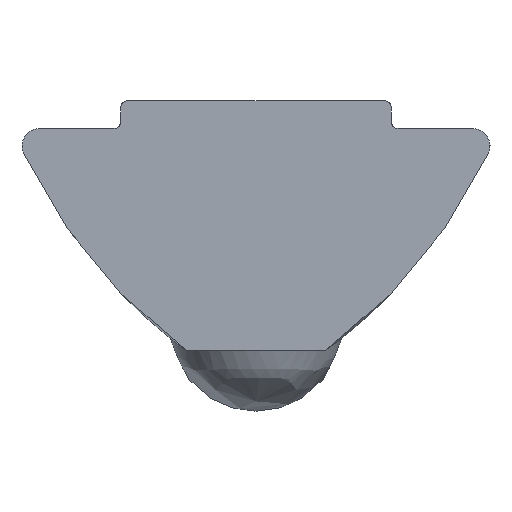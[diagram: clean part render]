
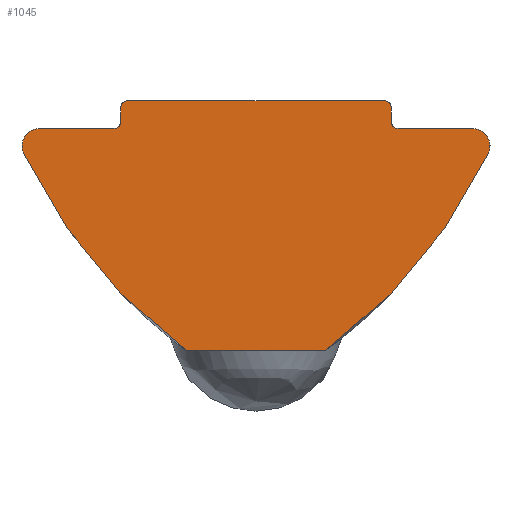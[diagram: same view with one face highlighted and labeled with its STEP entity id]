
A CAD part, left-side view. The second image highlights one B-rep face of the part: STEP entity #1045.
In plain terms, the highlighted planar face has unit normal (-1, 0, 0).
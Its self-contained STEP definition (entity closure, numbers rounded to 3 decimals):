
#1 = PLANE ( 'NONE',  #708 ) ;
#8 = LINE ( 'NONE', #646, #1207 ) ;
#13 = CARTESIAN_POINT ( 'NONE',  ( -7.5, 4.1, -0.8 ) ) ;
#22 = EDGE_CURVE ( 'NONE', #306, #1152, #63, .T. ) ;
#26 = AXIS2_PLACEMENT_3D ( 'NONE', #828, #271, #169 ) ;
#37 = ORIENTED_EDGE ( 'NONE', *, *, #465, .F. ) ;
#42 = ORIENTED_EDGE ( 'NONE', *, *, #881, .F. ) ;
#46 = DIRECTION ( 'NONE',  ( 0., 0., 1. ) ) ;
#63 = LINE ( 'NONE', #896, #589 ) ;
#68 = DIRECTION ( 'NONE',  ( 0., 0., 1. ) ) ;
#87 = AXIS2_PLACEMENT_3D ( 'NONE', #117, #484, #590 ) ;
#92 = LINE ( 'NONE', #1209, #429 ) ;
#107 = CARTESIAN_POINT ( 'NONE',  ( -7.5, -6.701, -1.522 ) ) ;
#108 = VERTEX_POINT ( 'NONE', #206 ) ;
#113 = DIRECTION ( 'NONE',  ( 1., 0., 0. ) ) ;
#117 = CARTESIAN_POINT ( 'NONE',  ( -7.5, -3.7, -0.2 ) ) ;
#118 = DIRECTION ( 'NONE',  ( 0., 0., 1. ) ) ;
#120 = CARTESIAN_POINT ( 'NONE',  ( -7.5, -6.85, 4.91 ) ) ;
#142 = ORIENTED_EDGE ( 'NONE', *, *, #650, .F. ) ;
#144 = EDGE_CURVE ( 'NONE', #146, #644, #290, .T. ) ;
#146 = VERTEX_POINT ( 'NONE', #878 ) ;
#160 = VERTEX_POINT ( 'NONE', #1061 ) ;
#169 = DIRECTION ( 'NONE',  ( 0., 0., 1. ) ) ;
#206 = CARTESIAN_POINT ( 'NONE',  ( -7.5, -2.001, -7.2 ) ) ;
#213 = ORIENTED_EDGE ( 'NONE', *, *, #482, .T. ) ;
#224 = EDGE_LOOP ( 'NONE', ( #213, #1171, #973, #345, #142, #692, #42, #37, #534, #366, #1075, #921, #564, #685 ) ) ;
#229 = DIRECTION ( 'NONE',  ( 1., 0., 0. ) ) ;
#235 = CIRCLE ( 'NONE', #26, 0.2 ) ;
#242 = EDGE_CURVE ( 'NONE', #820, #644, #837, .T. ) ;
#251 = CIRCLE ( 'NONE', #506, 15. ) ;
#256 = DIRECTION ( 'NONE',  ( 1., 0., 0. ) ) ;
#260 = DIRECTION ( 'NONE',  ( 0., 0., 1. ) ) ;
#271 = DIRECTION ( 'NONE',  ( 1., 0., 0. ) ) ;
#280 = DIRECTION ( 'NONE',  ( 0., 0., 1. ) ) ;
#286 = CARTESIAN_POINT ( 'NONE',  ( -7.5, 6.701, -1.522 ) ) ;
#290 = CIRCLE ( 'NONE', #87, 0.2 ) ;
#306 = VERTEX_POINT ( 'NONE', #463 ) ;
#324 = VERTEX_POINT ( 'NONE', #286 ) ;
#328 = AXIS2_PLACEMENT_3D ( 'NONE', #602, #229, #46 ) ;
#339 = EDGE_CURVE ( 'NONE', #108, #160, #699, .T. ) ;
#345 = ORIENTED_EDGE ( 'NONE', *, *, #739, .F. ) ;
#358 = CARTESIAN_POINT ( 'NONE',  ( -7.5, 3.7, -0.2 ) ) ;
#366 = ORIENTED_EDGE ( 'NONE', *, *, #1115, .T. ) ;
#395 = CARTESIAN_POINT ( 'NONE',  ( -7.5, 3.9, -0.6 ) ) ;
#398 = VERTEX_POINT ( 'NONE', #395 ) ;
#423 = DIRECTION ( 'NONE',  ( 0., -1., 0. ) ) ;
#429 = VECTOR ( 'NONE', #1029, 1000. ) ;
#462 = DIRECTION ( 'NONE',  ( 0., 0., -1. ) ) ;
#463 = CARTESIAN_POINT ( 'NONE',  ( -7.5, -4.1, -0.8 ) ) ;
#465 = EDGE_CURVE ( 'NONE', #1152, #833, #1160, .T. ) ;
#482 = EDGE_CURVE ( 'NONE', #1190, #398, #8, .T. ) ;
#484 = DIRECTION ( 'NONE',  ( 1., 0., 0. ) ) ;
#502 = EDGE_CURVE ( 'NONE', #1033, #146, #542, .T. ) ;
#506 = AXIS2_PLACEMENT_3D ( 'NONE', #120, #1027, #1002 ) ;
#516 = EDGE_CURVE ( 'NONE', #599, #1086, #92, .T. ) ;
#517 = CARTESIAN_POINT ( 'NONE',  ( -7.5, -6.245, -1.305 ) ) ;
#534 = ORIENTED_EDGE ( 'NONE', *, *, #22, .F. ) ;
#542 = LINE ( 'NONE', #556, #615 ) ;
#556 = CARTESIAN_POINT ( 'NONE',  ( -7.5, 3.7, 0. ) ) ;
#564 = ORIENTED_EDGE ( 'NONE', *, *, #502, .F. ) ;
#589 = VECTOR ( 'NONE', #423, 1000. ) ;
#590 = DIRECTION ( 'NONE',  ( 0., 0., 1. ) ) ;
#599 = VERTEX_POINT ( 'NONE', #1117 ) ;
#602 = CARTESIAN_POINT ( 'NONE',  ( -7.5, 6.85, 4.91 ) ) ;
#615 = VECTOR ( 'NONE', #1012, 1000. ) ;
#621 = DIRECTION ( 'NONE',  ( 1., 0., 0. ) ) ;
#635 = DIRECTION ( 'NONE',  ( 0., 0., 1. ) ) ;
#644 = VERTEX_POINT ( 'NONE', #972 ) ;
#645 = CARTESIAN_POINT ( 'NONE',  ( -7.5, 3.9, -0.2 ) ) ;
#646 = CARTESIAN_POINT ( 'NONE',  ( -7.5, 3.9, -0.6 ) ) ;
#648 = DIRECTION ( 'NONE',  ( 0., 0., -1. ) ) ;
#650 = EDGE_CURVE ( 'NONE', #160, #324, #251, .T. ) ;
#669 = CIRCLE ( 'NONE', #844, 0.2 ) ;
#685 = ORIENTED_EDGE ( 'NONE', *, *, #700, .F. ) ;
#692 = ORIENTED_EDGE ( 'NONE', *, *, #339, .F. ) ;
#699 = LINE ( 'NONE', #867, #928 ) ;
#700 = EDGE_CURVE ( 'NONE', #1190, #1033, #1178, .T. ) ;
#708 = AXIS2_PLACEMENT_3D ( 'NONE', #358, #1113, #648 ) ;
#730 = VECTOR ( 'NONE', #280, 1000. ) ;
#739 = EDGE_CURVE ( 'NONE', #324, #599, #801, .T. ) ;
#753 = CARTESIAN_POINT ( 'NONE',  ( -7.5, -3.9, -0.6 ) ) ;
#775 = EDGE_CURVE ( 'NONE', #398, #1086, #669, .T. ) ;
#800 = DIRECTION ( 'NONE',  ( 1., 0., 0. ) ) ;
#801 = CIRCLE ( 'NONE', #925, 0.505 ) ;
#820 = VERTEX_POINT ( 'NONE', #753 ) ;
#828 = CARTESIAN_POINT ( 'NONE',  ( -7.5, -4.1, -0.6 ) ) ;
#832 = FACE_OUTER_BOUND ( 'NONE', #224, .T. ) ;
#833 = VERTEX_POINT ( 'NONE', #107 ) ;
#837 = LINE ( 'NONE', #943, #730 ) ;
#844 = AXIS2_PLACEMENT_3D ( 'NONE', #940, #113, #118 ) ;
#864 = CIRCLE ( 'NONE', #328, 15. ) ;
#867 = CARTESIAN_POINT ( 'NONE',  ( -7.5, 3.7, -7.2 ) ) ;
#878 = CARTESIAN_POINT ( 'NONE',  ( -7.5, -3.7, 0. ) ) ;
#881 = EDGE_CURVE ( 'NONE', #833, #108, #864, .T. ) ;
#896 = CARTESIAN_POINT ( 'NONE',  ( -7.5, 3.7, -0.8 ) ) ;
#920 = CARTESIAN_POINT ( 'NONE',  ( -7.5, 3.7, 0. ) ) ;
#921 = ORIENTED_EDGE ( 'NONE', *, *, #144, .F. ) ;
#925 = AXIS2_PLACEMENT_3D ( 'NONE', #999, #256, #635 ) ;
#928 = VECTOR ( 'NONE', #980, 1000. ) ;
#940 = CARTESIAN_POINT ( 'NONE',  ( -7.5, 4.1, -0.6 ) ) ;
#943 = CARTESIAN_POINT ( 'NONE',  ( -7.5, -3.9, -0.2 ) ) ;
#972 = CARTESIAN_POINT ( 'NONE',  ( -7.5, -3.9, -0.2 ) ) ;
#973 = ORIENTED_EDGE ( 'NONE', *, *, #516, .F. ) ;
#980 = DIRECTION ( 'NONE',  ( 0., 1., 0. ) ) ;
#994 = CARTESIAN_POINT ( 'NONE',  ( -7.5, 3.7, -0.2 ) ) ;
#999 = CARTESIAN_POINT ( 'NONE',  ( -7.5, 6.245, -1.305 ) ) ;
#1002 = DIRECTION ( 'NONE',  ( 0., 0., 1. ) ) ;
#1004 = AXIS2_PLACEMENT_3D ( 'NONE', #517, #800, #260 ) ;
#1012 = DIRECTION ( 'NONE',  ( 0., -1., 0. ) ) ;
#1027 = DIRECTION ( 'NONE',  ( 1., 0., 0. ) ) ;
#1029 = DIRECTION ( 'NONE',  ( 0., -1., 0. ) ) ;
#1033 = VERTEX_POINT ( 'NONE', #920 ) ;
#1045 = ADVANCED_FACE ( 'NONE', ( #832 ), #1, .F. ) ;
#1061 = CARTESIAN_POINT ( 'NONE',  ( -7.5, 2.001, -7.2 ) ) ;
#1075 = ORIENTED_EDGE ( 'NONE', *, *, #242, .T. ) ;
#1086 = VERTEX_POINT ( 'NONE', #13 ) ;
#1099 = AXIS2_PLACEMENT_3D ( 'NONE', #994, #621, #68 ) ;
#1113 = DIRECTION ( 'NONE',  ( 1., 0., 0. ) ) ;
#1115 = EDGE_CURVE ( 'NONE', #306, #820, #235, .T. ) ;
#1117 = CARTESIAN_POINT ( 'NONE',  ( -7.5, 6.245, -0.8 ) ) ;
#1152 = VERTEX_POINT ( 'NONE', #1192 ) ;
#1160 = CIRCLE ( 'NONE', #1004, 0.505 ) ;
#1171 = ORIENTED_EDGE ( 'NONE', *, *, #775, .T. ) ;
#1178 = CIRCLE ( 'NONE', #1099, 0.2 ) ;
#1190 = VERTEX_POINT ( 'NONE', #645 ) ;
#1192 = CARTESIAN_POINT ( 'NONE',  ( -7.5, -6.245, -0.8 ) ) ;
#1207 = VECTOR ( 'NONE', #462, 1000. ) ;
#1209 = CARTESIAN_POINT ( 'NONE',  ( -7.5, 3.7, -0.8 ) ) ;
